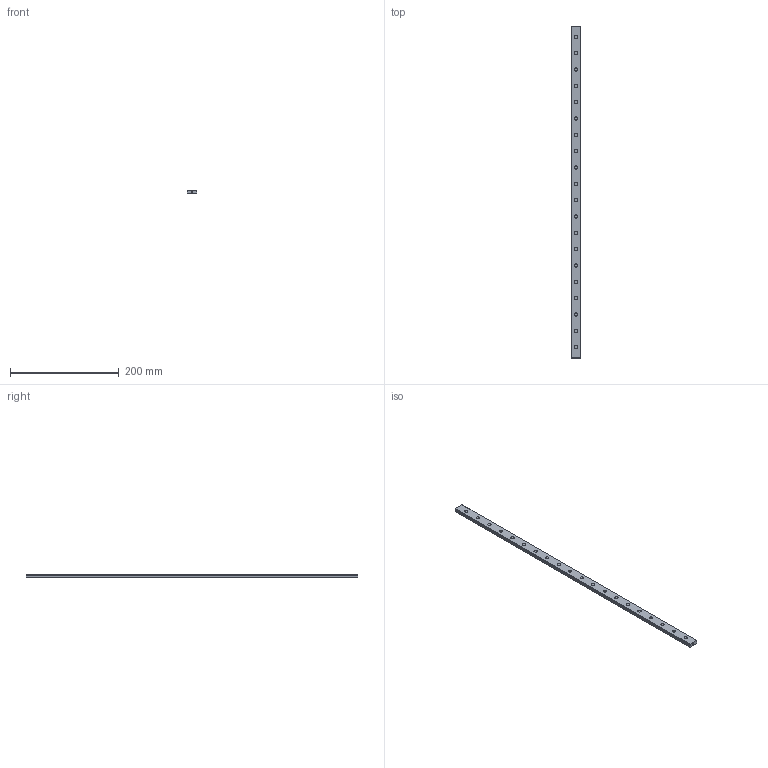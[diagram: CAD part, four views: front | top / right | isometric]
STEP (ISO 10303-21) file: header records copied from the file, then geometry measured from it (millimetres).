
FILE_DESCRIPTION(('STEP AP214'),'1');
FILE_NAME('cctmp_D9F7B47F-C8A9-4460-A672-4AA0B97A41FC_2021_02_22_10_56_37_0460..stp','2021-02-22T09:56:37',('HIWIN GmbH'),('CADClick - www.CADClick.com'),'Spatial InterOp 3D',' ','unknown authorization');
FILE_SCHEMA(('AUTOMOTIVE_DESIGN'));
Length unit declared in the file: millimetre
Products named in the file (1): MGWR09R610CM_FILE
Bounding box: 18 x 610 x 7 mm (x, y, z)
Volume: 72159 mm3; surface area: 35335.6 mm2
Topology: 1 solids, 1 shells, 275 faces, 627 edges, 418 vertices
Faces by surface type: plane 139, cylinder 136
Entity records: 10057 total; most frequent: DIRECTION 1451, CARTESIAN_POINT 1321, ORIENTED_EDGE 1254, EDGE_CURVE 627, AXIS2_PLACEMENT_3D 548, VERTEX_POINT 418, LINE 355, VECTOR 355
